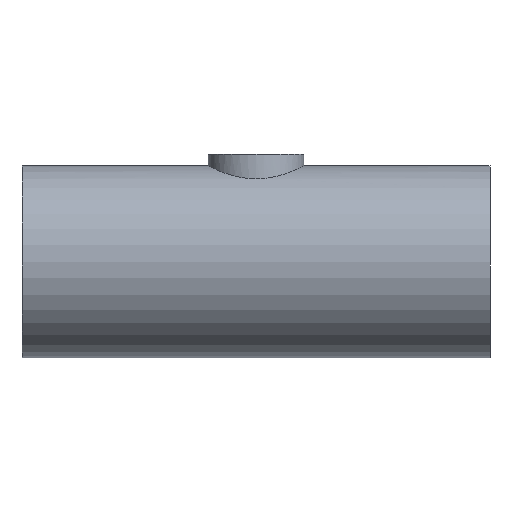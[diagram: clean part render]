
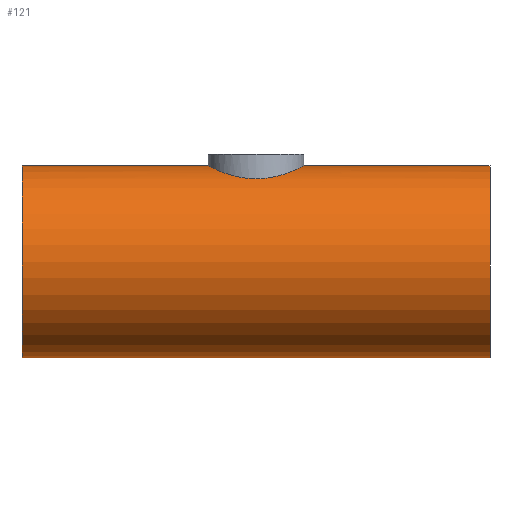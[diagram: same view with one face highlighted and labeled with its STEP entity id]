
A CAD part, front view. The second image highlights one B-rep face of the part: STEP entity #121.
In plain terms, the highlighted cylindrical face has radius 25.4 mm (diameter 50.8 mm), a full revolution.
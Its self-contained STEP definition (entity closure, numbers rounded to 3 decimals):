
#21=FACE_BOUND('',#39,.T.);
#28=FACE_OUTER_BOUND('',#38,.T.);
#38=EDGE_LOOP('',(#104,#105,#106,#107));
#39=EDGE_LOOP('',(#108,#109));
#46=CIRCLE('',#152,25.4);
#47=CIRCLE('',#154,25.4);
#51=LINE('',#310,#55);
#55=VECTOR('',#185,25.4);
#58=B_SPLINE_CURVE_WITH_KNOTS('',3,(#251,#252,#253,#254,#255,#256,#257,
#258,#259,#260,#261,#262,#263,#264),.UNSPECIFIED.,.F.,.F.,(4,2,2,2,2,2,
4),(0.,0.244,0.489,0.978,1.465,
1.709,1.953),.UNSPECIFIED.);
#59=B_SPLINE_CURVE_WITH_KNOTS('',3,(#265,#266,#267,#268,#269,#270,#271,
#272,#273,#274,#275,#276,#277,#278,#279,#280,#281,#282,#283,#284,#285,#286,
#287,#288,#289,#290,#291,#292,#293,#294,#295,#296,#297,#298,#299,#300,#301,
#302),.UNSPECIFIED.,.F.,.F.,(4,2,2,2,2,2,2,2,2,2,2,2,2,2,2,2,2,2,4),(1.953,
2.196,2.44,2.928,3.417,3.661,
3.905,4.15,4.394,4.883,5.371,
5.614,5.858,6.102,6.346,6.833,
7.322,7.566,7.811),.UNSPECIFIED.);
#66=VERTEX_POINT('',#248);
#67=VERTEX_POINT('',#250);
#68=VERTEX_POINT('',#305);
#69=VERTEX_POINT('',#308);
#79=EDGE_CURVE('',#67,#66,#58,.T.);
#80=EDGE_CURVE('',#66,#67,#59,.T.);
#81=EDGE_CURVE('',#68,#68,#46,.T.);
#82=EDGE_CURVE('',#69,#69,#47,.T.);
#83=EDGE_CURVE('',#69,#68,#51,.T.);
#104=ORIENTED_EDGE('',*,*,#82,.F.);
#105=ORIENTED_EDGE('',*,*,#83,.T.);
#106=ORIENTED_EDGE('',*,*,#81,.F.);
#107=ORIENTED_EDGE('',*,*,#83,.F.);
#108=ORIENTED_EDGE('',*,*,#79,.T.);
#109=ORIENTED_EDGE('',*,*,#80,.T.);
#115=CYLINDRICAL_SURFACE('',#153,25.4);
#121=ADVANCED_FACE('',(#28,#21),#115,.T.);
#152=AXIS2_PLACEMENT_3D('',#306,#179,#180);
#153=AXIS2_PLACEMENT_3D('',#307,#181,#182);
#154=AXIS2_PLACEMENT_3D('',#309,#183,#184);
#179=DIRECTION('center_axis',(-1.,0.,0.));
#180=DIRECTION('ref_axis',(0.,1.,0.));
#181=DIRECTION('center_axis',(1.,0.,0.));
#182=DIRECTION('ref_axis',(0.,1.,0.));
#183=DIRECTION('center_axis',(1.,0.,0.));
#184=DIRECTION('ref_axis',(0.,1.,0.));
#185=DIRECTION('',(-1.,0.,0.));
#248=CARTESIAN_POINT('',(-12.7,0.,25.4));
#250=CARTESIAN_POINT('',(0.,-12.7,21.997));
#251=CARTESIAN_POINT('Ctrl Pts',(0.,-12.7,21.997));
#252=CARTESIAN_POINT('Ctrl Pts',(-0.815,-12.7,21.997));
#253=CARTESIAN_POINT('Ctrl Pts',(-1.651,-12.62,22.044));
#254=CARTESIAN_POINT('Ctrl Pts',(-3.304,-12.292,22.229));
#255=CARTESIAN_POINT('Ctrl Pts',(-4.121,-12.042,22.367));
#256=CARTESIAN_POINT('Ctrl Pts',(-6.459,-11.065,22.875));
#257=CARTESIAN_POINT('Ctrl Pts',(-7.867,-10.093,23.339));
#258=CARTESIAN_POINT('Ctrl Pts',(-10.09,-7.87,24.179));
#259=CARTESIAN_POINT('Ctrl Pts',(-11.064,-6.461,24.616));
#260=CARTESIAN_POINT('Ctrl Pts',(-12.043,-4.12,25.076));
#261=CARTESIAN_POINT('Ctrl Pts',(-12.292,-3.302,25.198));
#262=CARTESIAN_POINT('Ctrl Pts',(-12.621,-1.648,25.36));
#263=CARTESIAN_POINT('Ctrl Pts',(-12.7,-0.813,25.4));
#264=CARTESIAN_POINT('Ctrl Pts',(-12.7,0.,25.4));
#265=CARTESIAN_POINT('Ctrl Pts',(-12.7,0.,25.4));
#266=CARTESIAN_POINT('Ctrl Pts',(-12.7,0.813,25.4));
#267=CARTESIAN_POINT('Ctrl Pts',(-12.621,1.648,25.36));
#268=CARTESIAN_POINT('Ctrl Pts',(-12.292,3.302,25.198));
#269=CARTESIAN_POINT('Ctrl Pts',(-12.043,4.12,25.076));
#270=CARTESIAN_POINT('Ctrl Pts',(-11.064,6.461,24.616));
#271=CARTESIAN_POINT('Ctrl Pts',(-10.09,7.87,24.179));
#272=CARTESIAN_POINT('Ctrl Pts',(-7.867,10.093,23.339));
#273=CARTESIAN_POINT('Ctrl Pts',(-6.459,11.065,22.875));
#274=CARTESIAN_POINT('Ctrl Pts',(-4.121,12.042,22.367));
#275=CARTESIAN_POINT('Ctrl Pts',(-3.304,12.292,22.229));
#276=CARTESIAN_POINT('Ctrl Pts',(-1.651,12.62,22.044));
#277=CARTESIAN_POINT('Ctrl Pts',(-0.815,12.7,21.997));
#278=CARTESIAN_POINT('Ctrl Pts',(0.815,12.7,21.997));
#279=CARTESIAN_POINT('Ctrl Pts',(1.651,12.62,22.044));
#280=CARTESIAN_POINT('Ctrl Pts',(3.304,12.292,22.229));
#281=CARTESIAN_POINT('Ctrl Pts',(4.121,12.042,22.367));
#282=CARTESIAN_POINT('Ctrl Pts',(6.459,11.065,22.875));
#283=CARTESIAN_POINT('Ctrl Pts',(7.867,10.093,23.339));
#284=CARTESIAN_POINT('Ctrl Pts',(10.09,7.87,24.179));
#285=CARTESIAN_POINT('Ctrl Pts',(11.064,6.461,24.616));
#286=CARTESIAN_POINT('Ctrl Pts',(12.043,4.12,25.076));
#287=CARTESIAN_POINT('Ctrl Pts',(12.292,3.302,25.198));
#288=CARTESIAN_POINT('Ctrl Pts',(12.621,1.648,25.36));
#289=CARTESIAN_POINT('Ctrl Pts',(12.7,0.813,25.4));
#290=CARTESIAN_POINT('Ctrl Pts',(12.7,-0.813,25.4));
#291=CARTESIAN_POINT('Ctrl Pts',(12.621,-1.648,25.36));
#292=CARTESIAN_POINT('Ctrl Pts',(12.292,-3.302,25.198));
#293=CARTESIAN_POINT('Ctrl Pts',(12.043,-4.12,25.076));
#294=CARTESIAN_POINT('Ctrl Pts',(11.064,-6.461,24.616));
#295=CARTESIAN_POINT('Ctrl Pts',(10.09,-7.87,24.179));
#296=CARTESIAN_POINT('Ctrl Pts',(7.867,-10.093,23.339));
#297=CARTESIAN_POINT('Ctrl Pts',(6.459,-11.065,22.875));
#298=CARTESIAN_POINT('Ctrl Pts',(4.121,-12.042,22.367));
#299=CARTESIAN_POINT('Ctrl Pts',(3.304,-12.292,22.229));
#300=CARTESIAN_POINT('Ctrl Pts',(1.651,-12.62,22.044));
#301=CARTESIAN_POINT('Ctrl Pts',(0.815,-12.7,21.997));
#302=CARTESIAN_POINT('Ctrl Pts',(0.,-12.7,21.997));
#305=CARTESIAN_POINT('',(-62.,-25.4,0.));
#306=CARTESIAN_POINT('Origin',(-62.,0.,0.));
#307=CARTESIAN_POINT('Origin',(0.,0.,0.));
#308=CARTESIAN_POINT('',(62.,-25.4,0.));
#309=CARTESIAN_POINT('Origin',(62.,0.,0.));
#310=CARTESIAN_POINT('',(0.,-25.4,0.));
